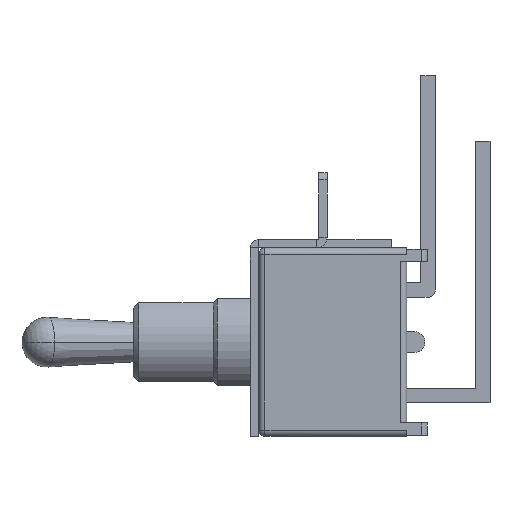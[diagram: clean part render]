
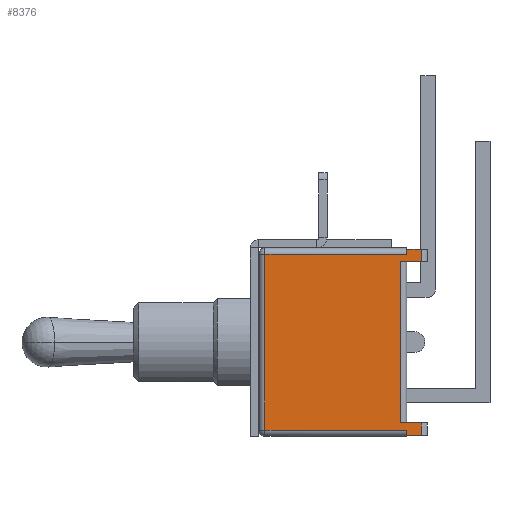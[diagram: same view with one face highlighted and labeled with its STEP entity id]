
A CAD part, left-side view. The second image highlights one B-rep face of the part: STEP entity #8376.
In plain terms, the highlighted face is planar.
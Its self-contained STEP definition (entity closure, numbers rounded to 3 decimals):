
#6697=DIRECTION('',(-1.,0.,0.));
#6698=VECTOR('',#6697,7.8);
#6699=CARTESIAN_POINT('',(3.9,0.3,-4.05));
#6700=LINE('',#6699,#6698);
#6701=DIRECTION('',(1.,0.,0.));
#6702=VECTOR('',#6701,0.25);
#6703=CARTESIAN_POINT('',(4.25,0.,-4.05));
#6704=LINE('',#6703,#6702);
#6705=DIRECTION('',(0.,-1.,0.));
#6706=VECTOR('',#6705,6.85);
#6707=CARTESIAN_POINT('',(4.25,6.85,-4.05));
#6708=LINE('',#6707,#6706);
#6709=DIRECTION('',(1.,0.,0.));
#6710=VECTOR('',#6709,8.5);
#6711=CARTESIAN_POINT('',(-4.25,6.85,-4.05));
#6712=LINE('',#6711,#6710);
#6713=DIRECTION('',(0.,1.,0.));
#6714=VECTOR('',#6713,6.85);
#6715=CARTESIAN_POINT('',(-4.25,0.,-4.05));
#6716=LINE('',#6715,#6714);
#6717=DIRECTION('',(-1.,0.,0.));
#6718=VECTOR('',#6717,0.25);
#6719=CARTESIAN_POINT('',(-4.25,0.,-4.05));
#6720=LINE('',#6719,#6718);
#6877=DIRECTION('',(0.,-1.,0.));
#6878=VECTOR('',#6877,0.7);
#6879=CARTESIAN_POINT('',(-4.5,0.,-4.05));
#6880=LINE('',#6879,#6878);
#6902=DIRECTION('',(0.,-1.,0.));
#6903=VECTOR('',#6902,1.);
#6904=CARTESIAN_POINT('',(-3.9,0.3,-4.05));
#6905=LINE('',#6904,#6903);
#6962=DIRECTION('',(0.,1.,0.));
#6963=VECTOR('',#6962,1.);
#6964=CARTESIAN_POINT('',(3.9,-0.7,-4.05));
#6965=LINE('',#6964,#6963);
#7940=DIRECTION('',(0.,-1.,0.));
#7941=VECTOR('',#7940,0.7);
#7942=CARTESIAN_POINT('',(4.5,0.,-4.05));
#7943=LINE('',#7942,#7941);
#7953=DIRECTION('',(1.,0.,0.));
#7954=VECTOR('',#7953,0.6);
#7955=CARTESIAN_POINT('',(3.9,-0.7,-4.05));
#7956=LINE('',#7955,#7954);
#8007=DIRECTION('',(-1.,0.,0.));
#8008=VECTOR('',#8007,0.6);
#8009=CARTESIAN_POINT('',(-3.9,-0.7,-4.05));
#8010=LINE('',#8009,#8008);
#8081=CARTESIAN_POINT('',(-3.9,-0.7,-4.05));
#8083=VERTEX_POINT('',#8081);
#8085=CARTESIAN_POINT('',(-4.5,-0.7,-4.05));
#8087=VERTEX_POINT('',#8085);
#8109=CARTESIAN_POINT('',(3.9,-0.7,-4.05));
#8111=VERTEX_POINT('',#8109);
#8113=CARTESIAN_POINT('',(4.5,-0.7,-4.05));
#8115=VERTEX_POINT('',#8113);
#8191=CARTESIAN_POINT('',(-4.25,0.,-4.05));
#8192=CARTESIAN_POINT('',(-4.25,6.85,-4.05));
#8193=VERTEX_POINT('',#8191);
#8194=VERTEX_POINT('',#8192);
#8201=CARTESIAN_POINT('',(4.25,6.85,-4.05));
#8202=VERTEX_POINT('',#8201);
#8209=CARTESIAN_POINT('',(4.25,0.,-4.05));
#8210=VERTEX_POINT('',#8209);
#8239=CARTESIAN_POINT('',(4.5,0.,-4.05));
#8240=VERTEX_POINT('',#8239);
#8241=CARTESIAN_POINT('',(-4.5,0.,-4.05));
#8242=VERTEX_POINT('',#8241);
#8287=CARTESIAN_POINT('',(3.9,0.3,-4.05));
#8288=CARTESIAN_POINT('',(-3.9,0.3,-4.05));
#8289=VERTEX_POINT('',#8287);
#8290=VERTEX_POINT('',#8288);
#8345=CARTESIAN_POINT('',(0.,0.,-4.05));
#8346=DIRECTION('',(0.,0.,1.));
#8347=DIRECTION('',(1.,0.,0.));
#8348=AXIS2_PLACEMENT_3D('',#8345,#8346,#8347);
#8349=PLANE('',#8348);
#8351=ORIENTED_EDGE('',*,*,#8350,.F.);
#8353=ORIENTED_EDGE('',*,*,#8352,.F.);
#8355=ORIENTED_EDGE('',*,*,#8354,.T.);
#8357=ORIENTED_EDGE('',*,*,#8356,.F.);
#8359=ORIENTED_EDGE('',*,*,#8358,.F.);
#8361=ORIENTED_EDGE('',*,*,#8360,.F.);
#8363=ORIENTED_EDGE('',*,*,#8362,.F.);
#8365=ORIENTED_EDGE('',*,*,#8364,.F.);
#8367=ORIENTED_EDGE('',*,*,#8366,.T.);
#8369=ORIENTED_EDGE('',*,*,#8368,.T.);
#8371=ORIENTED_EDGE('',*,*,#8370,.F.);
#8373=ORIENTED_EDGE('',*,*,#8372,.F.);
#8374=EDGE_LOOP('',(#8351,#8353,#8355,#8357,#8359,#8361,#8363,#8365,#8367,#8369,
#8371,#8373));
#8375=FACE_OUTER_BOUND('',#8374,.F.);
#8350=EDGE_CURVE('',#8289,#8290,#6700,.T.);
#8352=EDGE_CURVE('',#8111,#8289,#6965,.T.);
#8354=EDGE_CURVE('',#8111,#8115,#7956,.T.);
#8356=EDGE_CURVE('',#8240,#8115,#7943,.T.);
#8358=EDGE_CURVE('',#8210,#8240,#6704,.T.);
#8360=EDGE_CURVE('',#8202,#8210,#6708,.T.);
#8362=EDGE_CURVE('',#8194,#8202,#6712,.T.);
#8364=EDGE_CURVE('',#8193,#8194,#6716,.T.);
#8366=EDGE_CURVE('',#8193,#8242,#6720,.T.);
#8368=EDGE_CURVE('',#8242,#8087,#6880,.T.);
#8370=EDGE_CURVE('',#8083,#8087,#8010,.T.);
#8372=EDGE_CURVE('',#8290,#8083,#6905,.T.);
#8376=ADVANCED_FACE('',(#8375),#8349,.F.);
